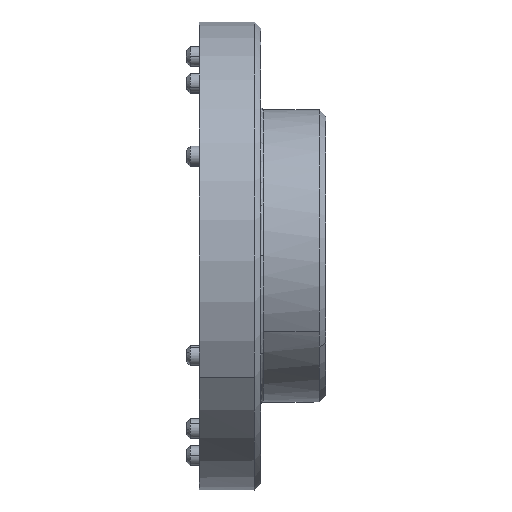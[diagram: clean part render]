
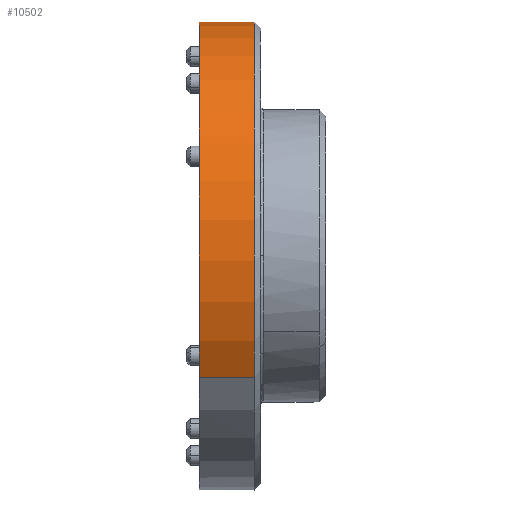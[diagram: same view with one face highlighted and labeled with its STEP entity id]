
A CAD part, top view. The second image highlights one B-rep face of the part: STEP entity #10502.
In plain terms, the highlighted cylindrical face has radius 36 mm (diameter 72 mm), a partial arc.
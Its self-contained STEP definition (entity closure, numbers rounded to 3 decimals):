
#10502 = ADVANCED_FACE('',(#10503),#10517,.T.);
#10503 = FACE_BOUND('',#10504,.T.);
#10504 = EDGE_LOOP('',(#10505,#10540,#10569,#10592));
#10505 = ORIENTED_EDGE('',*,*,#10506,.F.);
#10506 = EDGE_CURVE('',#10507,#10509,#10511,.T.);
#10507 = VERTEX_POINT('',#10508);
#10508 = CARTESIAN_POINT('',(453.5,18.731,689.257));
#10509 = VERTEX_POINT('',#10510);
#10510 = CARTESIAN_POINT('',(462.,18.731,
    689.257));
#10511 = SURFACE_CURVE('',#10512,(#10516,#10528),.PCURVE_S1.);
#10512 = LINE('',#10513,#10514);
#10513 = CARTESIAN_POINT('',(453.5,18.731,689.257));
#10514 = VECTOR('',#10515,1.);
#10515 = DIRECTION('',(1.,0.,0.));
#10516 = PCURVE('',#10517,#10522);
#10517 = CYLINDRICAL_SURFACE('',#10518,36.);
#10518 = AXIS2_PLACEMENT_3D('',#10519,#10520,#10521);
#10519 = CARTESIAN_POINT('',(463.25,0.,720.));
#10520 = DIRECTION('',(-1.,0.,0.));
#10521 = DIRECTION('',(0.,0.52,-0.854));
#10522 = DEFINITIONAL_REPRESENTATION('',(#10523),#10527);
#10523 = LINE('',#10524,#10525);
#10524 = CARTESIAN_POINT('',(6.283,9.75));
#10525 = VECTOR('',#10526,1.);
#10526 = DIRECTION('',(0.,-1.));
#10527 = ( GEOMETRIC_REPRESENTATION_CONTEXT(2) 
PARAMETRIC_REPRESENTATION_CONTEXT() REPRESENTATION_CONTEXT('2D SPACE',''
  ) );
#10528 = PCURVE('',#10529,#10534);
#10529 = CYLINDRICAL_SURFACE('',#10530,36.);
#10530 = AXIS2_PLACEMENT_3D('',#10531,#10532,#10533);
#10531 = CARTESIAN_POINT('',(463.25,0.,720.));
#10532 = DIRECTION('',(-1.,0.,0.));
#10533 = DIRECTION('',(0.,0.52,-0.854));
#10534 = DEFINITIONAL_REPRESENTATION('',(#10535),#10539);
#10535 = LINE('',#10536,#10537);
#10536 = CARTESIAN_POINT('',(0.,9.75));
#10537 = VECTOR('',#10538,1.);
#10538 = DIRECTION('',(0.,-1.));
#10539 = ( GEOMETRIC_REPRESENTATION_CONTEXT(2) 
PARAMETRIC_REPRESENTATION_CONTEXT() REPRESENTATION_CONTEXT('2D SPACE',''
  ) );
#10540 = ORIENTED_EDGE('',*,*,#10541,.F.);
#10541 = EDGE_CURVE('',#10542,#10507,#10544,.T.);
#10542 = VERTEX_POINT('',#10543);
#10543 = CARTESIAN_POINT('',(453.5,-18.731,750.743));
#10544 = SURFACE_CURVE('',#10545,(#10550,#10557),.PCURVE_S1.);
#10545 = CIRCLE('',#10546,36.);
#10546 = AXIS2_PLACEMENT_3D('',#10547,#10548,#10549);
#10547 = CARTESIAN_POINT('',(453.5,0.,720.));
#10548 = DIRECTION('',(-1.,0.,0.));
#10549 = DIRECTION('',(0.,1.,0.));
#10550 = PCURVE('',#10517,#10551);
#10551 = DEFINITIONAL_REPRESENTATION('',(#10552),#10556);
#10552 = LINE('',#10553,#10554);
#10553 = CARTESIAN_POINT('',(-1.024,9.75));
#10554 = VECTOR('',#10555,1.);
#10555 = DIRECTION('',(1.,0.));
#10556 = ( GEOMETRIC_REPRESENTATION_CONTEXT(2) 
PARAMETRIC_REPRESENTATION_CONTEXT() REPRESENTATION_CONTEXT('2D SPACE',''
  ) );
#10557 = PCURVE('',#10558,#10563);
#10558 = PLANE('',#10559);
#10559 = AXIS2_PLACEMENT_3D('',#10560,#10561,#10562);
#10560 = CARTESIAN_POINT('',(453.5,14.491,665.92));
#10561 = DIRECTION('',(-1.,0.,0.));
#10562 = DIRECTION('',(0.,0.,1.));
#10563 = DEFINITIONAL_REPRESENTATION('',(#10564),#10568);
#10564 = CIRCLE('',#10565,36.);
#10565 = AXIS2_PLACEMENT_2D('',#10566,#10567);
#10566 = CARTESIAN_POINT('',(54.08,-14.491));
#10567 = DIRECTION('',(0.,1.));
#10568 = ( GEOMETRIC_REPRESENTATION_CONTEXT(2) 
PARAMETRIC_REPRESENTATION_CONTEXT() REPRESENTATION_CONTEXT('2D SPACE',''
  ) );
#10569 = ORIENTED_EDGE('',*,*,#10570,.T.);
#10570 = EDGE_CURVE('',#10542,#10571,#10573,.T.);
#10571 = VERTEX_POINT('',#10572);
#10572 = CARTESIAN_POINT('',(462.,-18.731,
    750.743));
#10573 = SURFACE_CURVE('',#10574,(#10578,#10585),.PCURVE_S1.);
#10574 = LINE('',#10575,#10576);
#10575 = CARTESIAN_POINT('',(453.5,-18.731,750.743));
#10576 = VECTOR('',#10577,1.);
#10577 = DIRECTION('',(1.,0.,0.));
#10578 = PCURVE('',#10517,#10579);
#10579 = DEFINITIONAL_REPRESENTATION('',(#10580),#10584);
#10580 = LINE('',#10581,#10582);
#10581 = CARTESIAN_POINT('',(3.142,9.75));
#10582 = VECTOR('',#10583,1.);
#10583 = DIRECTION('',(0.,-1.));
#10584 = ( GEOMETRIC_REPRESENTATION_CONTEXT(2) 
PARAMETRIC_REPRESENTATION_CONTEXT() REPRESENTATION_CONTEXT('2D SPACE',''
  ) );
#10585 = PCURVE('',#10529,#10586);
#10586 = DEFINITIONAL_REPRESENTATION('',(#10587),#10591);
#10587 = LINE('',#10588,#10589);
#10588 = CARTESIAN_POINT('',(3.142,9.75));
#10589 = VECTOR('',#10590,1.);
#10590 = DIRECTION('',(0.,-1.));
#10591 = ( GEOMETRIC_REPRESENTATION_CONTEXT(2) 
PARAMETRIC_REPRESENTATION_CONTEXT() REPRESENTATION_CONTEXT('2D SPACE',''
  ) );
#10592 = ORIENTED_EDGE('',*,*,#10593,.T.);
#10593 = EDGE_CURVE('',#10571,#10509,#10594,.T.);
#10594 = SURFACE_CURVE('',#10595,(#10600,#10607),.PCURVE_S1.);
#10595 = CIRCLE('',#10596,36.);
#10596 = AXIS2_PLACEMENT_3D('',#10597,#10598,#10599);
#10597 = CARTESIAN_POINT('',(462.,0.,720.));
#10598 = DIRECTION('',(-1.,0.,0.));
#10599 = DIRECTION('',(0.,1.,0.));
#10600 = PCURVE('',#10517,#10601);
#10601 = DEFINITIONAL_REPRESENTATION('',(#10602),#10606);
#10602 = LINE('',#10603,#10604);
#10603 = CARTESIAN_POINT('',(-1.024,1.25));
#10604 = VECTOR('',#10605,1.);
#10605 = DIRECTION('',(1.,0.));
#10606 = ( GEOMETRIC_REPRESENTATION_CONTEXT(2) 
PARAMETRIC_REPRESENTATION_CONTEXT() REPRESENTATION_CONTEXT('2D SPACE',''
  ) );
#10607 = PCURVE('',#10608,#10613);
#10608 = CONICAL_SURFACE('',#10609,1.,0.785);
#10609 = AXIS2_PLACEMENT_3D('',#10610,#10611,#10612);
#10610 = CARTESIAN_POINT('',(497.,0.,720.));
#10611 = DIRECTION('',(-1.,0.,0.));
#10612 = DIRECTION('',(0.,0.753,-0.658));
#10613 = DEFINITIONAL_REPRESENTATION('',(#10614),#10618);
#10614 = LINE('',#10615,#10616);
#10615 = CARTESIAN_POINT('',(-0.718,35.));
#10616 = VECTOR('',#10617,1.);
#10617 = DIRECTION('',(1.,0.));
#10618 = ( GEOMETRIC_REPRESENTATION_CONTEXT(2) 
PARAMETRIC_REPRESENTATION_CONTEXT() REPRESENTATION_CONTEXT('2D SPACE',''
  ) );
